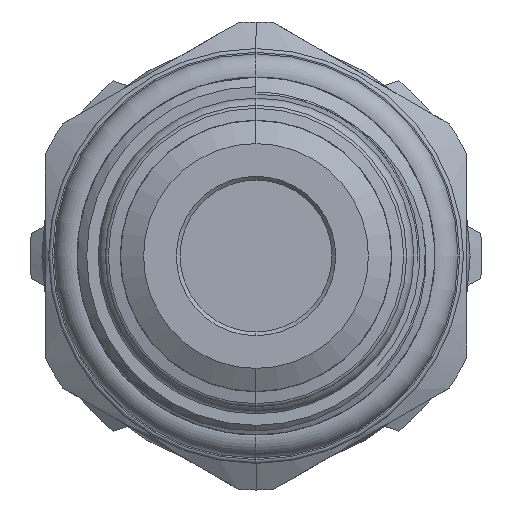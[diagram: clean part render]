
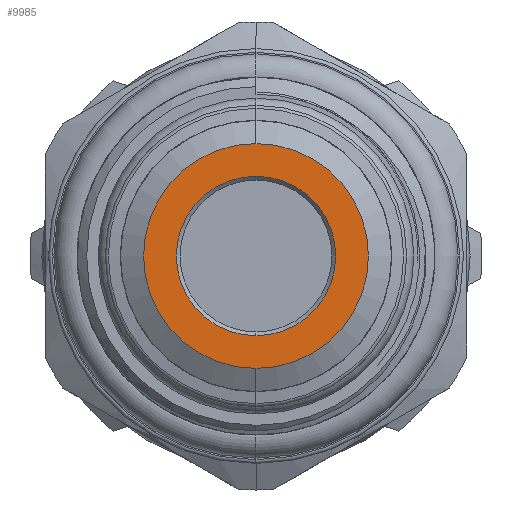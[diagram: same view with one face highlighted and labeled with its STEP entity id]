
A CAD part, left-side view. The second image highlights one B-rep face of the part: STEP entity #9985.
In plain terms, the highlighted planar face has unit normal (-1, 0, 0).
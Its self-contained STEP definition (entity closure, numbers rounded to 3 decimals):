
#24 = AXIS2_PLACEMENT_3D ( 'NONE', #9233, #2911, #2065 ) ;
#81 = DIRECTION ( 'NONE',  ( -1., 0., 0. ) ) ;
#118 = DIRECTION ( 'NONE',  ( 1., 0., 0. ) ) ;
#157 = CIRCLE ( 'NONE', #3978, 5.923 ) ;
#626 = EDGE_CURVE ( 'NONE', #8587, #2373, #1103, .T. ) ;
#954 = ORIENTED_EDGE ( 'NONE', *, *, #9452, .T. ) ;
#1046 = CARTESIAN_POINT ( 'NONE',  ( -29.34, 0., 0. ) ) ;
#1061 = CARTESIAN_POINT ( 'NONE',  ( -29.34, 0., -5.923 ) ) ;
#1103 = CIRCLE ( 'NONE', #1863, 5.923 ) ;
#1246 = VERTEX_POINT ( 'NONE', #5812 ) ;
#1700 = DIRECTION ( 'NONE',  ( 0., 0., 1. ) ) ;
#1811 = CARTESIAN_POINT ( 'NONE',  ( -29.34, 0., 0. ) ) ;
#1863 = AXIS2_PLACEMENT_3D ( 'NONE', #3784, #7213, #10337 ) ;
#1878 = DIRECTION ( 'NONE',  ( 1., 0., 0. ) ) ;
#2065 = DIRECTION ( 'NONE',  ( 0., 0., -1. ) ) ;
#2281 = FACE_BOUND ( 'NONE', #6981, .T. ) ;
#2373 = VERTEX_POINT ( 'NONE', #10548 ) ;
#2795 = FACE_OUTER_BOUND ( 'NONE', #7945, .T. ) ;
#2835 = AXIS2_PLACEMENT_3D ( 'NONE', #6516, #118, #5022 ) ;
#2911 = DIRECTION ( 'NONE',  ( 1., 0., 0. ) ) ;
#3784 = CARTESIAN_POINT ( 'NONE',  ( -29.34, 0., 0. ) ) ;
#3978 = AXIS2_PLACEMENT_3D ( 'NONE', #1046, #81, #1700 ) ;
#5022 = DIRECTION ( 'NONE',  ( 0., 0., -1. ) ) ;
#5764 = AXIS2_PLACEMENT_3D ( 'NONE', #1811, #1878, #5813 ) ;
#5812 = CARTESIAN_POINT ( 'NONE',  ( -29.34, 0., -4.2 ) ) ;
#5813 = DIRECTION ( 'NONE',  ( 0., 0., -1. ) ) ;
#5978 = EDGE_CURVE ( 'NONE', #2373, #8587, #157, .T. ) ;
#6516 = CARTESIAN_POINT ( 'NONE',  ( -29.34, 0., 0. ) ) ;
#6662 = PLANE ( 'NONE',  #2835 ) ;
#6736 = VERTEX_POINT ( 'NONE', #7162 ) ;
#6981 = EDGE_LOOP ( 'NONE', ( #7732, #954 ) ) ;
#7162 = CARTESIAN_POINT ( 'NONE',  ( -29.34, 0., 4.2 ) ) ;
#7213 = DIRECTION ( 'NONE',  ( -1., 0., 0. ) ) ;
#7732 = ORIENTED_EDGE ( 'NONE', *, *, #8142, .T. ) ;
#7848 = ORIENTED_EDGE ( 'NONE', *, *, #626, .T. ) ;
#7945 = EDGE_LOOP ( 'NONE', ( #7848, #9662 ) ) ;
#8011 = CIRCLE ( 'NONE', #5764, 4.2 ) ;
#8142 = EDGE_CURVE ( 'NONE', #6736, #1246, #8287, .T. ) ;
#8287 = CIRCLE ( 'NONE', #24, 4.2 ) ;
#8587 = VERTEX_POINT ( 'NONE', #1061 ) ;
#9233 = CARTESIAN_POINT ( 'NONE',  ( -29.34, 0., 0. ) ) ;
#9452 = EDGE_CURVE ( 'NONE', #1246, #6736, #8011, .T. ) ;
#9662 = ORIENTED_EDGE ( 'NONE', *, *, #5978, .T. ) ;
#9985 = ADVANCED_FACE ( 'NONE', ( #2281, #2795 ), #6662, .F. ) ;
#10337 = DIRECTION ( 'NONE',  ( 0., 0., 1. ) ) ;
#10548 = CARTESIAN_POINT ( 'NONE',  ( -29.34, 0., 5.923 ) ) ;
